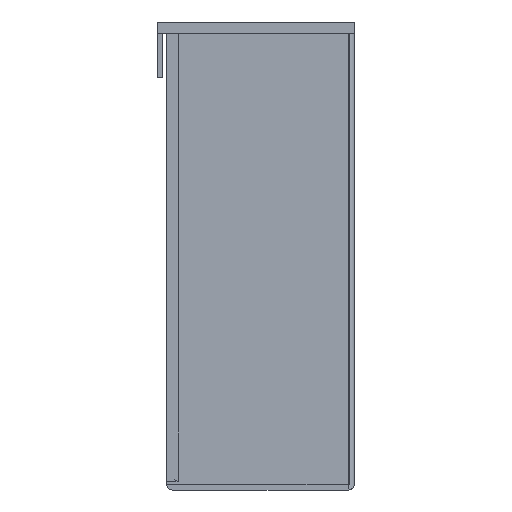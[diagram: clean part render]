
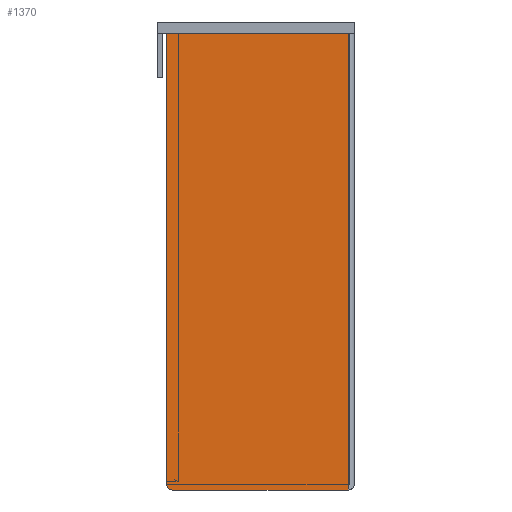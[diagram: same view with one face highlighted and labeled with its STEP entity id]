
A CAD part, left-side view. The second image highlights one B-rep face of the part: STEP entity #1370.
In plain terms, the highlighted planar face has unit normal (-1, 0, 0).
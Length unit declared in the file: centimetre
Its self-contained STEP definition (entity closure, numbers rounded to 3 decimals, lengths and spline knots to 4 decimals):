
#58=PLANE('',#1478);
#152=VECTOR('',#1696,1.);
#173=VECTOR('',#1734,1.);
#177=VECTOR('',#1740,1.);
#179=VECTOR('',#1743,1.);
#306=LINE('',#2051,#152);
#327=LINE('',#2106,#173);
#331=LINE('',#2113,#177);
#333=LINE('',#2117,#179);
#460=VERTEX_POINT('',#2050);
#461=VERTEX_POINT('',#2052);
#484=VERTEX_POINT('',#2098);
#487=VERTEX_POINT('',#2114);
#488=VERTEX_POINT('',#2118);
#561=CIRCLE('',#1479,0.14);
#666=EDGE_CURVE('',#460,#461,#306,.T.);
#694=EDGE_CURVE('',#461,#484,#327,.T.);
#698=EDGE_CURVE('',#484,#487,#331,.T.);
#700=EDGE_CURVE('',#488,#460,#333,.T.);
#701=EDGE_CURVE('',#487,#488,#561,.T.);
#1006=ORIENTED_EDGE('',*,*,#694,.F.);
#1007=ORIENTED_EDGE('',*,*,#666,.F.);
#1008=ORIENTED_EDGE('',*,*,#700,.F.);
#1009=ORIENTED_EDGE('',*,*,#701,.F.);
#1010=ORIENTED_EDGE('',*,*,#698,.F.);
#1220=EDGE_LOOP('',(#1006,#1007,#1008,#1009,#1010));
#1299=FACE_BOUND('',#1220,.T.);
#1370=ADVANCED_FACE('',(#1299),#58,.F.);
#1478=AXIS2_PLACEMENT_3D('',#2116,#1742,$);
#1479=AXIS2_PLACEMENT_3D('',#2119,#1744,#1745);
#1696=DIRECTION('',(0.,-1.,0.));
#1734=DIRECTION('',(0.,0.,-1.));
#1740=DIRECTION('',(0.,1.,0.));
#1742=DIRECTION('',(1.,0.,0.));
#1743=DIRECTION('',(0.,0.,1.));
#1744=DIRECTION('',(1.,0.,0.));
#1745=DIRECTION('',(0.,0.099,-0.099));
#2050=CARTESIAN_POINT('',(-21.85,4.2,0.));
#2051=CARTESIAN_POINT('',(-21.85,2.15,0.));
#2052=CARTESIAN_POINT('',(-21.85,0.14,0.));
#2098=CARTESIAN_POINT('',(-21.85,0.14,-10.2));
#2106=CARTESIAN_POINT('',(-21.85,0.14,-2.55));
#2113=CARTESIAN_POINT('',(-21.85,4.2,-10.2));
#2114=CARTESIAN_POINT('',(-21.85,4.06,-10.2));
#2116=CARTESIAN_POINT('',(-21.85,2.1,-5.1));
#2117=CARTESIAN_POINT('',(-21.85,4.2,0.));
#2118=CARTESIAN_POINT('',(-21.85,4.2,-10.06));
#2119=CARTESIAN_POINT('',(-21.85,4.06,-10.06));
